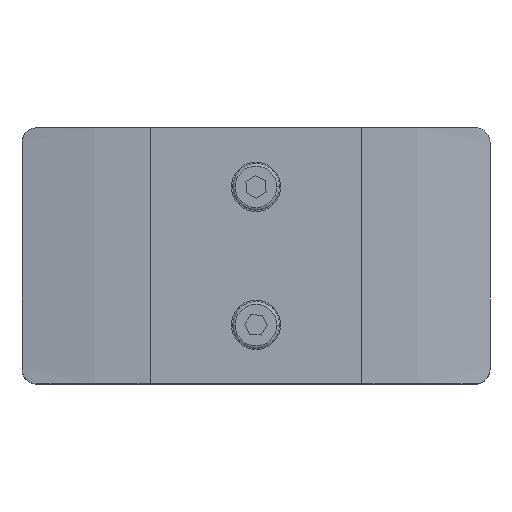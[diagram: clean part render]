
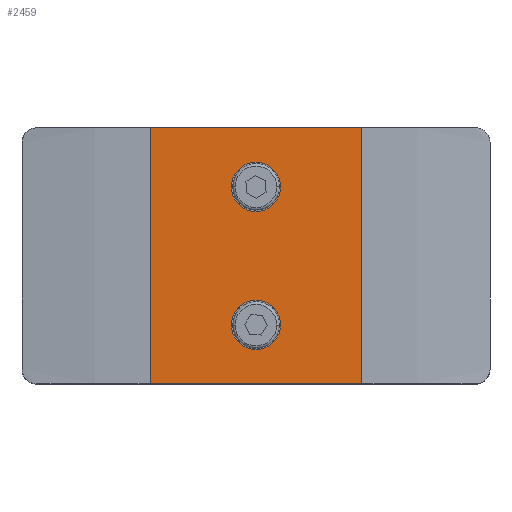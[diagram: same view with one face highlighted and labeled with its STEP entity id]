
A CAD part, top view. The second image highlights one B-rep face of the part: STEP entity #2459.
In plain terms, the highlighted planar face has unit normal (0, 0, 1).
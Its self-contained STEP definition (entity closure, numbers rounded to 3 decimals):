
#98 = EDGE_CURVE ( 'NONE', #4366, #1304, #1952, .T. ) ;
#116 = AXIS2_PLACEMENT_3D ( 'NONE', #1564, #1587, #2642 ) ;
#237 = PLANE ( 'NONE',  #116 ) ;
#250 = LINE ( 'NONE', #1979, #4512 ) ;
#300 = CARTESIAN_POINT ( 'NONE',  ( -5., -14., 0. ) ) ;
#382 = VERTEX_POINT ( 'NONE', #4290 ) ;
#441 = VERTEX_POINT ( 'NONE', #2910 ) ;
#460 = LINE ( 'NONE', #1859, #1637 ) ;
#583 = DIRECTION ( 'NONE',  ( 0., 0., 1. ) ) ;
#668 = DIRECTION ( 'NONE',  ( 1., 0., 0. ) ) ;
#673 = CARTESIAN_POINT ( 'NONE',  ( 0., 14., 0. ) ) ;
#719 = DIRECTION ( 'NONE',  ( 0., -1., 0. ) ) ;
#752 = ORIENTED_EDGE ( 'NONE', *, *, #2255, .T. ) ;
#756 = EDGE_LOOP ( 'NONE', ( #838, #2892 ) ) ;
#838 = ORIENTED_EDGE ( 'NONE', *, *, #1062, .F. ) ;
#877 = CARTESIAN_POINT ( 'NONE',  ( 0., -14., 0. ) ) ;
#968 = EDGE_LOOP ( 'NONE', ( #1578, #1067 ) ) ;
#969 = ORIENTED_EDGE ( 'NONE', *, *, #1207, .F. ) ;
#1025 = CARTESIAN_POINT ( 'NONE',  ( 0., 14., 0. ) ) ;
#1029 = DIRECTION ( 'NONE',  ( 1., 0., 0. ) ) ;
#1062 = EDGE_CURVE ( 'NONE', #3391, #3097, #2844, .T. ) ;
#1067 = ORIENTED_EDGE ( 'NONE', *, *, #98, .F. ) ;
#1207 = EDGE_CURVE ( 'NONE', #1757, #2361, #460, .T. ) ;
#1262 = DIRECTION ( 'NONE',  ( 1., 0., 0. ) ) ;
#1304 = VERTEX_POINT ( 'NONE', #4381 ) ;
#1318 = LINE ( 'NONE', #3774, #3048 ) ;
#1343 = EDGE_LOOP ( 'NONE', ( #3681, #2063, #969, #752 ) ) ;
#1356 = CARTESIAN_POINT ( 'NONE',  ( -21.5, 26., 0. ) ) ;
#1564 = CARTESIAN_POINT ( 'NONE',  ( -21.5, 26., 0. ) ) ;
#1578 = ORIENTED_EDGE ( 'NONE', *, *, #3649, .F. ) ;
#1587 = DIRECTION ( 'NONE',  ( 0., 0., -1. ) ) ;
#1637 = VECTOR ( 'NONE', #3280, 1000. ) ;
#1649 = FACE_OUTER_BOUND ( 'NONE', #1343, .T. ) ;
#1757 = VERTEX_POINT ( 'NONE', #3936 ) ;
#1859 = CARTESIAN_POINT ( 'NONE',  ( -21.5, 26., 0. ) ) ;
#1900 = DIRECTION ( 'NONE',  ( 0., 0., 1. ) ) ;
#1952 = CIRCLE ( 'NONE', #2854, 5. ) ;
#1979 = CARTESIAN_POINT ( 'NONE',  ( -21.5, -26., 0. ) ) ;
#1992 = FACE_BOUND ( 'NONE', #968, .T. ) ;
#2063 = ORIENTED_EDGE ( 'NONE', *, *, #3994, .F. ) ;
#2114 = AXIS2_PLACEMENT_3D ( 'NONE', #673, #4207, #1029 ) ;
#2223 = CARTESIAN_POINT ( 'NONE',  ( -5., 14., 0. ) ) ;
#2255 = EDGE_CURVE ( 'NONE', #1757, #441, #2818, .T. ) ;
#2315 = DIRECTION ( 'NONE',  ( 1., 0., 0. ) ) ;
#2361 = VERTEX_POINT ( 'NONE', #3611 ) ;
#2450 = DIRECTION ( 'NONE',  ( 0., 0., 1. ) ) ;
#2459 = ADVANCED_FACE ( 'NONE', ( #4029, #1992, #1649 ), #237, .F. ) ;
#2568 = CARTESIAN_POINT ( 'NONE',  ( 0., -14., 0. ) ) ;
#2642 = DIRECTION ( 'NONE',  ( -1., 0., 0. ) ) ;
#2818 = LINE ( 'NONE', #1356, #4101 ) ;
#2844 = CIRCLE ( 'NONE', #3423, 5. ) ;
#2854 = AXIS2_PLACEMENT_3D ( 'NONE', #2568, #1900, #3980 ) ;
#2892 = ORIENTED_EDGE ( 'NONE', *, *, #3782, .F. ) ;
#2910 = CARTESIAN_POINT ( 'NONE',  ( -21.5, -26., 0. ) ) ;
#3048 = VECTOR ( 'NONE', #4530, 1000. ) ;
#3097 = VERTEX_POINT ( 'NONE', #2223 ) ;
#3230 = CIRCLE ( 'NONE', #4484, 5. ) ;
#3280 = DIRECTION ( 'NONE',  ( 1., 0., 0. ) ) ;
#3391 = VERTEX_POINT ( 'NONE', #4526 ) ;
#3423 = AXIS2_PLACEMENT_3D ( 'NONE', #1025, #2450, #668 ) ;
#3611 = CARTESIAN_POINT ( 'NONE',  ( 21.5, 26., 0. ) ) ;
#3649 = EDGE_CURVE ( 'NONE', #1304, #4366, #3230, .T. ) ;
#3681 = ORIENTED_EDGE ( 'NONE', *, *, #4405, .T. ) ;
#3752 = CIRCLE ( 'NONE', #2114, 5. ) ;
#3774 = CARTESIAN_POINT ( 'NONE',  ( 21.5, 26., 0. ) ) ;
#3782 = EDGE_CURVE ( 'NONE', #3097, #3391, #3752, .T. ) ;
#3936 = CARTESIAN_POINT ( 'NONE',  ( -21.5, 26., 0. ) ) ;
#3980 = DIRECTION ( 'NONE',  ( 1., 0., 0. ) ) ;
#3994 = EDGE_CURVE ( 'NONE', #2361, #382, #1318, .T. ) ;
#4029 = FACE_BOUND ( 'NONE', #756, .T. ) ;
#4101 = VECTOR ( 'NONE', #719, 1000. ) ;
#4207 = DIRECTION ( 'NONE',  ( 0., 0., 1. ) ) ;
#4290 = CARTESIAN_POINT ( 'NONE',  ( 21.5, -26., 0. ) ) ;
#4366 = VERTEX_POINT ( 'NONE', #300 ) ;
#4381 = CARTESIAN_POINT ( 'NONE',  ( 5., -14., 0. ) ) ;
#4405 = EDGE_CURVE ( 'NONE', #441, #382, #250, .T. ) ;
#4484 = AXIS2_PLACEMENT_3D ( 'NONE', #877, #583, #1262 ) ;
#4512 = VECTOR ( 'NONE', #2315, 1000. ) ;
#4526 = CARTESIAN_POINT ( 'NONE',  ( 5., 14., 0. ) ) ;
#4530 = DIRECTION ( 'NONE',  ( 0., -1., 0. ) ) ;
